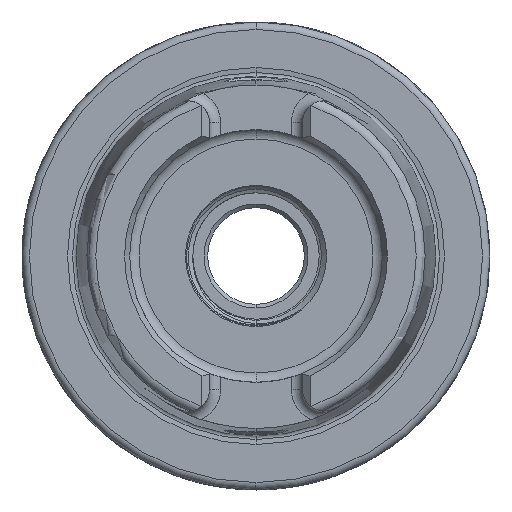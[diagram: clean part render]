
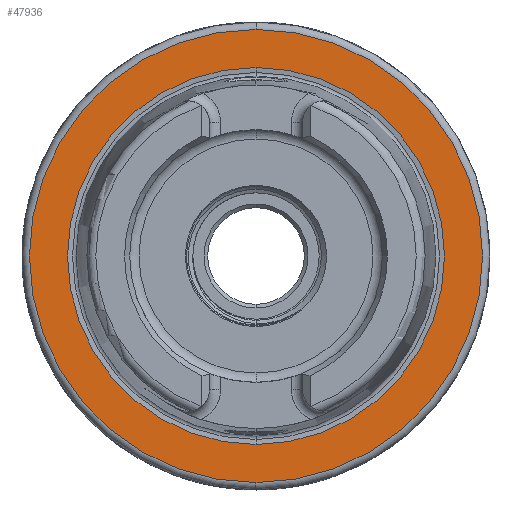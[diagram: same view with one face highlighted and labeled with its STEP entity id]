
A CAD part, left-side view. The second image highlights one B-rep face of the part: STEP entity #47936.
In plain terms, the highlighted planar face has unit normal (-1, 0, 0).
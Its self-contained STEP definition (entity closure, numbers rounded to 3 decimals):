
#400 = AXIS2_PLACEMENT_3D ( 'NONE', #19769, #19773, #19774 ) ;
#416 = AXIS2_PLACEMENT_3D ( 'NONE', #21193, #21197, #21198 ) ;
#8834 = CARTESIAN_POINT ( 'NONE',  ( 0., 0., -25.369 ) ) ;
#10143 = ORIENTED_EDGE ( 'NONE', *, *, #48590, .T. ) ;
#10244 = ORIENTED_EDGE ( 'NONE', *, *, #48733, .T. ) ;
#13464 = VERTEX_POINT ( 'NONE', #8834 ) ;
#16386 = CARTESIAN_POINT ( 'NONE',  ( 0., 0., -30.5 ) ) ;
#16414 = CARTESIAN_POINT ( 'NONE',  ( 0., 0., 30.5 ) ) ;
#16420 = CARTESIAN_POINT ( 'NONE',  ( 0., 0., 25.369 ) ) ;
#19769 = CARTESIAN_POINT ( 'NONE',  ( 0., 0., 0. ) ) ;
#19773 = DIRECTION ( 'NONE',  ( 1., 0., 0. ) ) ;
#19774 = DIRECTION ( 'NONE',  ( 0., 0., -1. ) ) ;
#21193 = CARTESIAN_POINT ( 'NONE',  ( 0., 0., 0. ) ) ;
#21197 = DIRECTION ( 'NONE',  ( -1., 0., 0. ) ) ;
#21198 = DIRECTION ( 'NONE',  ( 0., 0., 1. ) ) ;
#23734 = ORIENTED_EDGE ( 'NONE', *, *, #48703, .T. ) ;
#23773 = ORIENTED_EDGE ( 'NONE', *, *, #47411, .T. ) ;
#26586 = VERTEX_POINT ( 'NONE', #16386 ) ;
#26614 = VERTEX_POINT ( 'NONE', #16414 ) ;
#26620 = VERTEX_POINT ( 'NONE', #16420 ) ;
#31216 = FACE_OUTER_BOUND ( 'NONE', #51165, .T. ) ;
#31219 = FACE_BOUND ( 'NONE', #51117, .T. ) ;
#31221 = AXIS2_PLACEMENT_3D ( 'NONE', #32060, #32061, #32062 ) ;
#31348 = AXIS2_PLACEMENT_3D ( 'NONE', #42034, #42038, #42039 ) ;
#32059 = PLANE ( 'NONE',  #31221 ) ;
#32060 = CARTESIAN_POINT ( 'NONE',  ( 0., 25.369, 0. ) ) ;
#32061 = DIRECTION ( 'NONE',  ( -1., 0., 0. ) ) ;
#32062 = DIRECTION ( 'NONE',  ( 0., 0., 1. ) ) ;
#33425 = CARTESIAN_POINT ( 'NONE',  ( 0., 0., 0. ) ) ;
#33427 = DIRECTION ( 'NONE',  ( -1., 0., 0. ) ) ;
#33429 = DIRECTION ( 'NONE',  ( 0., 0., 1. ) ) ;
#42034 = CARTESIAN_POINT ( 'NONE',  ( 0., 0., 0. ) ) ;
#42038 = DIRECTION ( 'NONE',  ( 1., 0., 0. ) ) ;
#42039 = DIRECTION ( 'NONE',  ( 0., 0., -1. ) ) ;
#47411 = EDGE_CURVE ( 'NONE', #26614, #26586, #50974, .T. ) ;
#47936 = ADVANCED_FACE ( 'NONE', ( #31216, #31219 ), #32059, .T. ) ;
#48590 = EDGE_CURVE ( 'NONE', #26620, #13464, #51037, .T. ) ;
#48703 = EDGE_CURVE ( 'NONE', #13464, #26620, #51051, .T. ) ;
#48733 = EDGE_CURVE ( 'NONE', #26586, #26614, #51060, .T. ) ;
#50847 = AXIS2_PLACEMENT_3D ( 'NONE', #33425, #33427, #33429 ) ;
#50974 = CIRCLE ( 'NONE', #50847, 30.5 ) ;
#51037 = CIRCLE ( 'NONE', #31348, 25.369 ) ;
#51051 = CIRCLE ( 'NONE', #400, 25.369 ) ;
#51060 = CIRCLE ( 'NONE', #416, 30.5 ) ;
#51117 = EDGE_LOOP ( 'NONE', ( #10143, #23734 ) ) ;
#51165 = EDGE_LOOP ( 'NONE', ( #23773, #10244 ) ) ;
